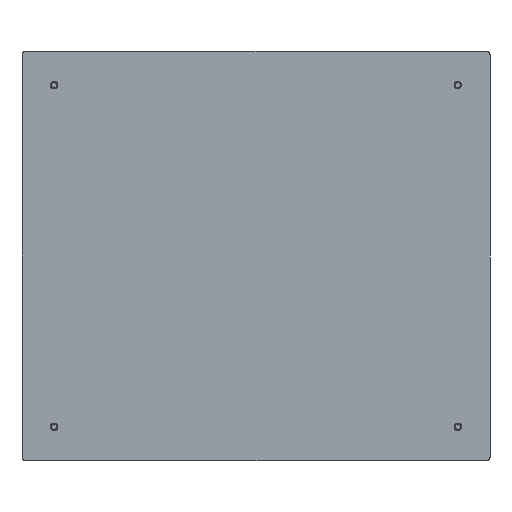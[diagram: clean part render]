
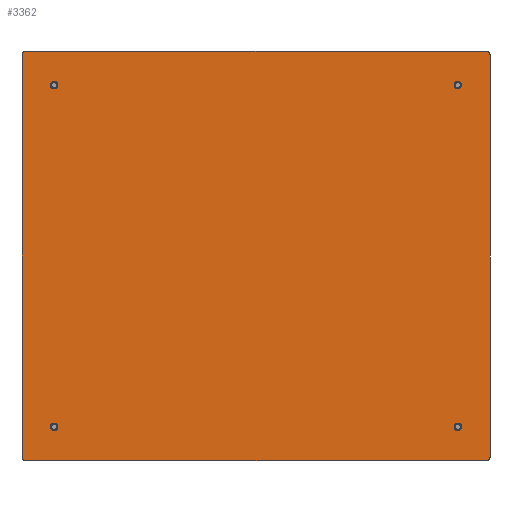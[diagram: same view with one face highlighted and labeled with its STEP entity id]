
A CAD part, front view. The second image highlights one B-rep face of the part: STEP entity #3362.
In plain terms, the highlighted planar face has unit normal (0, -1, 0).
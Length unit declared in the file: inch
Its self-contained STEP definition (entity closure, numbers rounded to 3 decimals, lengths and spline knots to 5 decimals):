
#3 = ORIENTED_EDGE ( 'NONE', *, *, #3508, .F. ) ;
#66 = DIRECTION ( 'NONE',  ( 0., 1., 0. ) ) ;
#141 = ORIENTED_EDGE ( 'NONE', *, *, #2645, .T. ) ;
#174 = CARTESIAN_POINT ( 'NONE',  ( 6.903, 0.0187, 5.97649 ) ) ;
#261 = CARTESIAN_POINT ( 'NONE',  ( -7.875, 0.0187, 6.875 ) ) ;
#283 = VERTEX_POINT ( 'NONE', #3782 ) ;
#354 = VERTEX_POINT ( 'NONE', #5616 ) ;
#376 = CARTESIAN_POINT ( 'NONE',  ( 6.903, 0.0187, -5.841 ) ) ;
#510 = CIRCLE ( 'NONE', #5004, 0.125 ) ;
#555 = PLANE ( 'NONE',  #3938 ) ;
#584 = EDGE_CURVE ( 'NONE', #354, #4019, #2765, .T. ) ;
#683 = VERTEX_POINT ( 'NONE', #1288 ) ;
#688 = DIRECTION ( 'NONE',  ( 0., -1., 0. ) ) ;
#701 = CIRCLE ( 'NONE', #1244, 0.13091 ) ;
#731 = DIRECTION ( 'NONE',  ( 0., 0., 1. ) ) ;
#789 = DIRECTION ( 'NONE',  ( 0., 0., 1. ) ) ;
#803 = CARTESIAN_POINT ( 'NONE',  ( 8., 0.0187, 7. ) ) ;
#839 = DIRECTION ( 'NONE',  ( 0., -1., 0. ) ) ;
#875 = DIRECTION ( 'NONE',  ( 0., 0., 1. ) ) ;
#877 = DIRECTION ( 'NONE',  ( 0., 0., 1. ) ) ;
#878 = CARTESIAN_POINT ( 'NONE',  ( 8., 0.0187, 6.875 ) ) ;
#884 = CARTESIAN_POINT ( 'NONE',  ( -6.903, 0.0187, 5.841 ) ) ;
#940 = VERTEX_POINT ( 'NONE', #1218 ) ;
#974 = EDGE_CURVE ( 'NONE', #2013, #940, #1840, .T. ) ;
#1013 = VECTOR ( 'NONE', #4513, 39.37008 ) ;
#1021 = ORIENTED_EDGE ( 'NONE', *, *, #1859, .F. ) ;
#1055 = ORIENTED_EDGE ( 'NONE', *, *, #2265, .T. ) ;
#1065 = CIRCLE ( 'NONE', #2802, 0.13091 ) ;
#1071 = CIRCLE ( 'NONE', #1509, 0.13091 ) ;
#1078 = ORIENTED_EDGE ( 'NONE', *, *, #4731, .T. ) ;
#1131 = CARTESIAN_POINT ( 'NONE',  ( 6.903, 0.0187, -5.841 ) ) ;
#1147 = FACE_BOUND ( 'NONE', #2496, .T. ) ;
#1151 = AXIS2_PLACEMENT_3D ( 'NONE', #376, #4816, #4722 ) ;
#1156 = EDGE_CURVE ( 'NONE', #940, #2013, #5564, .T. ) ;
#1197 = ORIENTED_EDGE ( 'NONE', *, *, #5011, .F. ) ;
#1200 = DIRECTION ( 'NONE',  ( 0., 0., 1. ) ) ;
#1218 = CARTESIAN_POINT ( 'NONE',  ( 6.903, 0.0187, -5.71009 ) ) ;
#1244 = AXIS2_PLACEMENT_3D ( 'NONE', #884, #66, #4305 ) ;
#1288 = CARTESIAN_POINT ( 'NONE',  ( -7.875, 0.0187, -7. ) ) ;
#1311 = CARTESIAN_POINT ( 'NONE',  ( -6.903, 0.0187, -5.841 ) ) ;
#1350 = VECTOR ( 'NONE', #789, 39.37008 ) ;
#1509 = AXIS2_PLACEMENT_3D ( 'NONE', #4025, #5685, #877 ) ;
#1611 = VERTEX_POINT ( 'NONE', #2559 ) ;
#1763 = DIRECTION ( 'NONE',  ( 0., 0., 1. ) ) ;
#1830 = CIRCLE ( 'NONE', #5270, 0.13091 ) ;
#1840 = CIRCLE ( 'NONE', #1151, 0.13091 ) ;
#1859 = EDGE_CURVE ( 'NONE', #354, #683, #4483, .T. ) ;
#1866 = LINE ( 'NONE', #803, #5665 ) ;
#1876 = ORIENTED_EDGE ( 'NONE', *, *, #4426, .T. ) ;
#1894 = ORIENTED_EDGE ( 'NONE', *, *, #3078, .F. ) ;
#1931 = DIRECTION ( 'NONE',  ( 0., -1., 0. ) ) ;
#1971 = DIRECTION ( 'NONE',  ( 0., 1., 0. ) ) ;
#2013 = VERTEX_POINT ( 'NONE', #3019 ) ;
#2085 = DIRECTION ( 'NONE',  ( 0., 1., 0. ) ) ;
#2150 = EDGE_CURVE ( 'NONE', #5046, #4547, #4669, .T. ) ;
#2155 = ORIENTED_EDGE ( 'NONE', *, *, #3844, .T. ) ;
#2205 = AXIS2_PLACEMENT_3D ( 'NONE', #5263, #2667, #1200 ) ;
#2221 = VECTOR ( 'NONE', #5032, 39.37008 ) ;
#2265 = EDGE_CURVE ( 'NONE', #5507, #683, #4213, .T. ) ;
#2295 = ORIENTED_EDGE ( 'NONE', *, *, #4533, .T. ) ;
#2320 = ORIENTED_EDGE ( 'NONE', *, *, #2150, .T. ) ;
#2496 = EDGE_LOOP ( 'NONE', ( #2649, #3272 ) ) ;
#2505 = FACE_BOUND ( 'NONE', #3420, .T. ) ;
#2517 = AXIS2_PLACEMENT_3D ( 'NONE', #4575, #1971, #4735 ) ;
#2559 = CARTESIAN_POINT ( 'NONE',  ( -6.903, 0.0187, 5.71009 ) ) ;
#2585 = CIRCLE ( 'NONE', #2205, 0.13091 ) ;
#2613 = CARTESIAN_POINT ( 'NONE',  ( -6.903, 0.0187, 5.97191 ) ) ;
#2645 = EDGE_CURVE ( 'NONE', #4417, #3809, #3829, .T. ) ;
#2649 = ORIENTED_EDGE ( 'NONE', *, *, #974, .T. ) ;
#2667 = DIRECTION ( 'NONE',  ( 0., 1., 0. ) ) ;
#2707 = EDGE_CURVE ( 'NONE', #3809, #4417, #1065, .T. ) ;
#2765 = CIRCLE ( 'NONE', #3628, 0.125 ) ;
#2802 = AXIS2_PLACEMENT_3D ( 'NONE', #5155, #5003, #731 ) ;
#2809 = CARTESIAN_POINT ( 'NONE',  ( -7.875, 0.0187, -6.875 ) ) ;
#2919 = DIRECTION ( 'NONE',  ( 0., 0., 1. ) ) ;
#2920 = DIRECTION ( 'NONE',  ( 0., 0., 1. ) ) ;
#2996 = ORIENTED_EDGE ( 'NONE', *, *, #2707, .T. ) ;
#3019 = CARTESIAN_POINT ( 'NONE',  ( 6.903, 0.0187, -5.97191 ) ) ;
#3041 = CARTESIAN_POINT ( 'NONE',  ( -8., 0.0187, -7. ) ) ;
#3059 = DIRECTION ( 'NONE',  ( 0., 0., -1. ) ) ;
#3078 = EDGE_CURVE ( 'NONE', #5507, #4547, #3424, .T. ) ;
#3186 = AXIS2_PLACEMENT_3D ( 'NONE', #1131, #2085, #4306 ) ;
#3272 = ORIENTED_EDGE ( 'NONE', *, *, #1156, .T. ) ;
#3320 = AXIS2_PLACEMENT_3D ( 'NONE', #261, #1931, #2919 ) ;
#3325 = EDGE_LOOP ( 'NONE', ( #2295, #4478 ) ) ;
#3362 = ADVANCED_FACE ( 'NONE', ( #4289, #1147, #2505, #3527, #5647 ), #555, .F. ) ;
#3404 = CARTESIAN_POINT ( 'NONE',  ( 7.875, 0.0187, 7. ) ) ;
#3408 = VERTEX_POINT ( 'NONE', #3683 ) ;
#3420 = EDGE_LOOP ( 'NONE', ( #141, #2996 ) ) ;
#3424 = LINE ( 'NONE', #3041, #1350 ) ;
#3508 = EDGE_CURVE ( 'NONE', #5046, #4063, #5178, .T. ) ;
#3527 = FACE_BOUND ( 'NONE', #3669, .T. ) ;
#3628 = AXIS2_PLACEMENT_3D ( 'NONE', #4792, #839, #3919 ) ;
#3669 = EDGE_LOOP ( 'NONE', ( #1078, #1876 ) ) ;
#3683 = CARTESIAN_POINT ( 'NONE',  ( -6.903, 0.0187, -5.71009 ) ) ;
#3708 = CARTESIAN_POINT ( 'NONE',  ( 8., 0.0187, -7. ) ) ;
#3711 = CARTESIAN_POINT ( 'NONE',  ( -7.875, 0.0187, 7. ) ) ;
#3742 = VERTEX_POINT ( 'NONE', #2613 ) ;
#3781 = CARTESIAN_POINT ( 'NONE',  ( 7.875, 0.0187, 6.875 ) ) ;
#3782 = CARTESIAN_POINT ( 'NONE',  ( -6.903, 0.0187, -5.97191 ) ) ;
#3808 = VERTEX_POINT ( 'NONE', #878 ) ;
#3809 = VERTEX_POINT ( 'NONE', #174 ) ;
#3829 = CIRCLE ( 'NONE', #2517, 0.13091 ) ;
#3844 = EDGE_CURVE ( 'NONE', #3808, #4063, #510, .T. ) ;
#3919 = DIRECTION ( 'NONE',  ( 0., 0., 1. ) ) ;
#3938 = AXIS2_PLACEMENT_3D ( 'NONE', #4396, #4555, #1763 ) ;
#4019 = VERTEX_POINT ( 'NONE', #5148 ) ;
#4025 = CARTESIAN_POINT ( 'NONE',  ( -6.903, 0.0187, -5.841 ) ) ;
#4063 = VERTEX_POINT ( 'NONE', #3404 ) ;
#4211 = CARTESIAN_POINT ( 'NONE',  ( -8., 0.0187, 7. ) ) ;
#4213 = CIRCLE ( 'NONE', #4777, 0.125 ) ;
#4289 = FACE_BOUND ( 'NONE', #3325, .T. ) ;
#4305 = DIRECTION ( 'NONE',  ( 0., 0., 1. ) ) ;
#4306 = DIRECTION ( 'NONE',  ( 0., 0., 1. ) ) ;
#4375 = DIRECTION ( 'NONE',  ( 0., 1., 0. ) ) ;
#4377 = CARTESIAN_POINT ( 'NONE',  ( -8., 0.0187, 6.875 ) ) ;
#4396 = CARTESIAN_POINT ( 'NONE',  ( 0., 0.0187, 0. ) ) ;
#4417 = VERTEX_POINT ( 'NONE', #4854 ) ;
#4426 = EDGE_CURVE ( 'NONE', #3742, #1611, #701, .T. ) ;
#4478 = ORIENTED_EDGE ( 'NONE', *, *, #5525, .T. ) ;
#4483 = LINE ( 'NONE', #3708, #1013 ) ;
#4513 = DIRECTION ( 'NONE',  ( -1., 0., 0. ) ) ;
#4517 = CARTESIAN_POINT ( 'NONE',  ( -8., 0.0187, -6.875 ) ) ;
#4533 = EDGE_CURVE ( 'NONE', #283, #3408, #1071, .T. ) ;
#4547 = VERTEX_POINT ( 'NONE', #4377 ) ;
#4555 = DIRECTION ( 'NONE',  ( 0., 1., 0. ) ) ;
#4575 = CARTESIAN_POINT ( 'NONE',  ( 6.903, 0.0187, 5.84559 ) ) ;
#4669 = CIRCLE ( 'NONE', #3320, 0.125 ) ;
#4722 = DIRECTION ( 'NONE',  ( 0., 0., 1. ) ) ;
#4731 = EDGE_CURVE ( 'NONE', #1611, #3742, #2585, .T. ) ;
#4735 = DIRECTION ( 'NONE',  ( 0., 0., 1. ) ) ;
#4777 = AXIS2_PLACEMENT_3D ( 'NONE', #2809, #4884, #5431 ) ;
#4792 = CARTESIAN_POINT ( 'NONE',  ( 7.875, 0.0187, -6.875 ) ) ;
#4816 = DIRECTION ( 'NONE',  ( 0., 1., 0. ) ) ;
#4854 = CARTESIAN_POINT ( 'NONE',  ( 6.903, 0.0187, 5.71468 ) ) ;
#4884 = DIRECTION ( 'NONE',  ( 0., -1., 0. ) ) ;
#5003 = DIRECTION ( 'NONE',  ( 0., 1., 0. ) ) ;
#5004 = AXIS2_PLACEMENT_3D ( 'NONE', #3781, #688, #2920 ) ;
#5011 = EDGE_CURVE ( 'NONE', #3808, #4019, #1866, .T. ) ;
#5032 = DIRECTION ( 'NONE',  ( 1., 0., 0. ) ) ;
#5046 = VERTEX_POINT ( 'NONE', #3711 ) ;
#5148 = CARTESIAN_POINT ( 'NONE',  ( 8., 0.0187, -6.875 ) ) ;
#5155 = CARTESIAN_POINT ( 'NONE',  ( 6.903, 0.0187, 5.84559 ) ) ;
#5178 = LINE ( 'NONE', #4211, #2221 ) ;
#5263 = CARTESIAN_POINT ( 'NONE',  ( -6.903, 0.0187, 5.841 ) ) ;
#5270 = AXIS2_PLACEMENT_3D ( 'NONE', #1311, #4375, #875 ) ;
#5427 = ORIENTED_EDGE ( 'NONE', *, *, #584, .T. ) ;
#5431 = DIRECTION ( 'NONE',  ( 0., 0., 1. ) ) ;
#5507 = VERTEX_POINT ( 'NONE', #4517 ) ;
#5525 = EDGE_CURVE ( 'NONE', #3408, #283, #1830, .T. ) ;
#5564 = CIRCLE ( 'NONE', #3186, 0.13091 ) ;
#5616 = CARTESIAN_POINT ( 'NONE',  ( 7.875, 0.0187, -7. ) ) ;
#5647 = FACE_OUTER_BOUND ( 'NONE', #5649, .T. ) ;
#5649 = EDGE_LOOP ( 'NONE', ( #1021, #5427, #1197, #2155, #3, #2320, #1894, #1055 ) ) ;
#5665 = VECTOR ( 'NONE', #3059, 39.37008 ) ;
#5685 = DIRECTION ( 'NONE',  ( 0., 1., 0. ) ) ;
